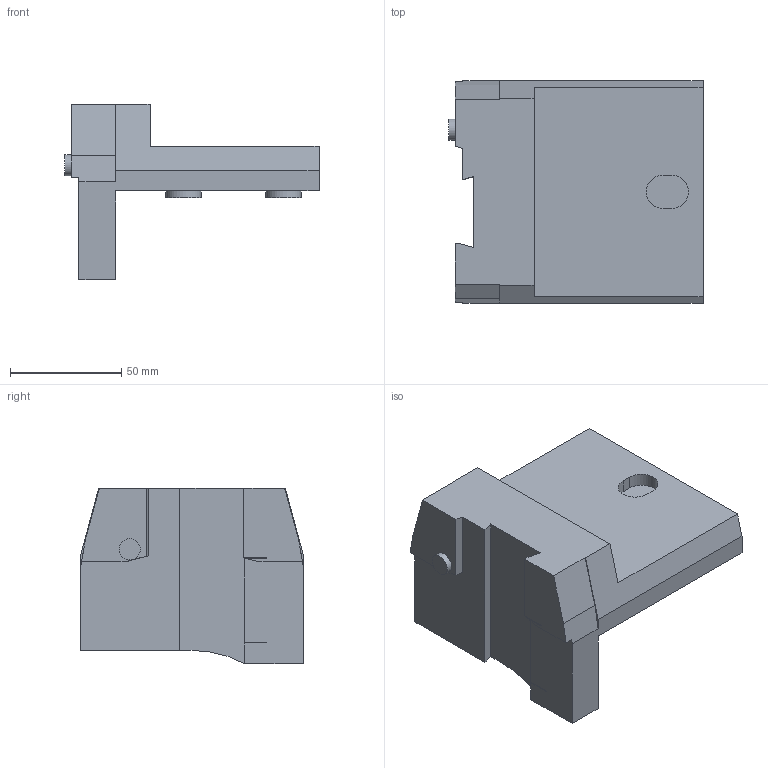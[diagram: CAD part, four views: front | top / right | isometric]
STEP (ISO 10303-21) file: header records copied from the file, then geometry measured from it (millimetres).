
FILE_DESCRIPTION(/* description */ (''),/* implementation_level */ '2;1');
FILE_NAME(/* name */ '1527738350671.stp',/* time_stamp */ '2018-05-31T09:16:00+06:00',/* author */ (''),/* organization */ ('SMS'),/* preprocessor_version */ 'ST-DEVELOPER v15',/* originating_system */ 'SIEMENS PLM Software NX 8.5',/* authorisation */ '');
FILE_SCHEMA (('AUTOMOTIVE_DESIGN { 1 0 10303 214 3 1 1 1 }'));
Length unit declared in the file: millimetre
Products named in the file (1): 201636025mod000_00
Bounding box: 114.25 x 100 x 79 mm (x, y, z)
Volume: 321138.5 mm3; surface area: 44547.2 mm2
Topology: 1 solids, 1 shells, 56 faces, 144 edges, 99 vertices
Faces by surface type: plane 45, cylinder 11
Full cylindrical faces by diameter (mm): 9.5 x1, 16 x4
Entity records: 1738 total; most frequent: CARTESIAN_POINT 298, DIRECTION 285, ORIENTED_EDGE 278, EDGE_CURVE 139, LINE 113, VECTOR 113, VERTEX_POINT 96, AXIS2_PLACEMENT_3D 86
